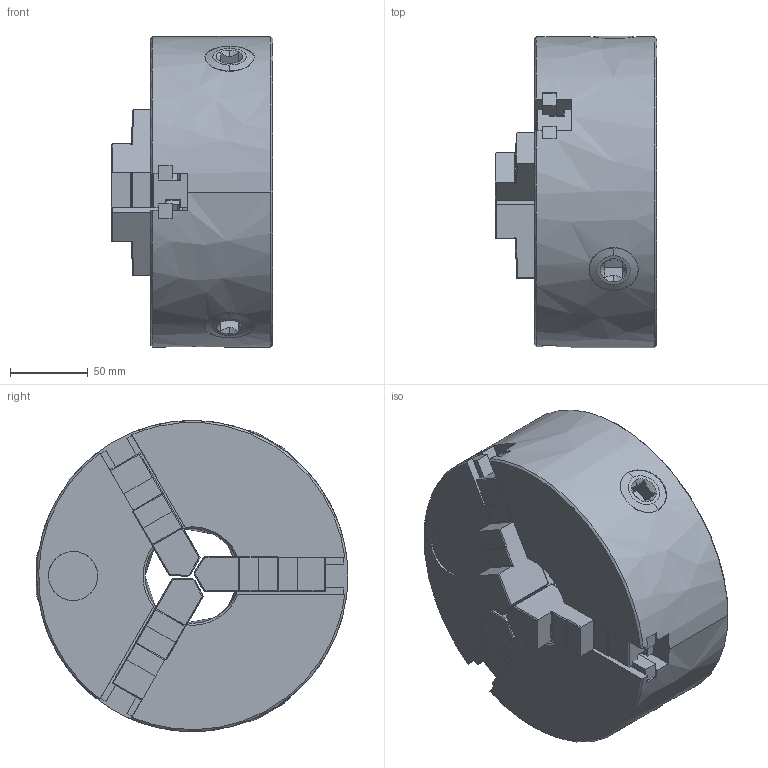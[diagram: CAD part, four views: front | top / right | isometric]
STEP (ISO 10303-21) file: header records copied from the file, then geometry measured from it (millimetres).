
FILE_DESCRIPTION(('FreeCAD Model'),'2;1');
FILE_NAME('Open CASCADE Shape Model','2025-04-17T11:45:09',('FreeCAD'),( 'FreeCAD'),'Open CASCADE STEP processor 7.6','FreeCAD','Unknown');
FILE_SCHEMA(('AUTOMOTIVE_DESIGN { 1 0 10303 214 1 1 1 1 }'));
Products named in the file (1): Open CASCADE STEP translator 7.6 1
Bounding box: 103.79 x 200.01 x 199.63 mm (x, y, z)
Volume: 1841838.5 mm3; surface area: 386070.4 mm2
Topology: 22 solids, 37 shells, 1286 faces, 3532 edges, 2378 vertices
Faces by surface type: bspline 1286
Entity records: 42722 total; most frequent: CARTESIAN_POINT 22707, ORIENTED_EDGE 6860, EDGE_CURVE 3466, B_SPLINE_CURVE_WITH_KNOTS 2468, VERTEX_POINT 2282, FACE_BOUND 1374, EDGE_LOOP 1374, ADVANCED_FACE 1286
